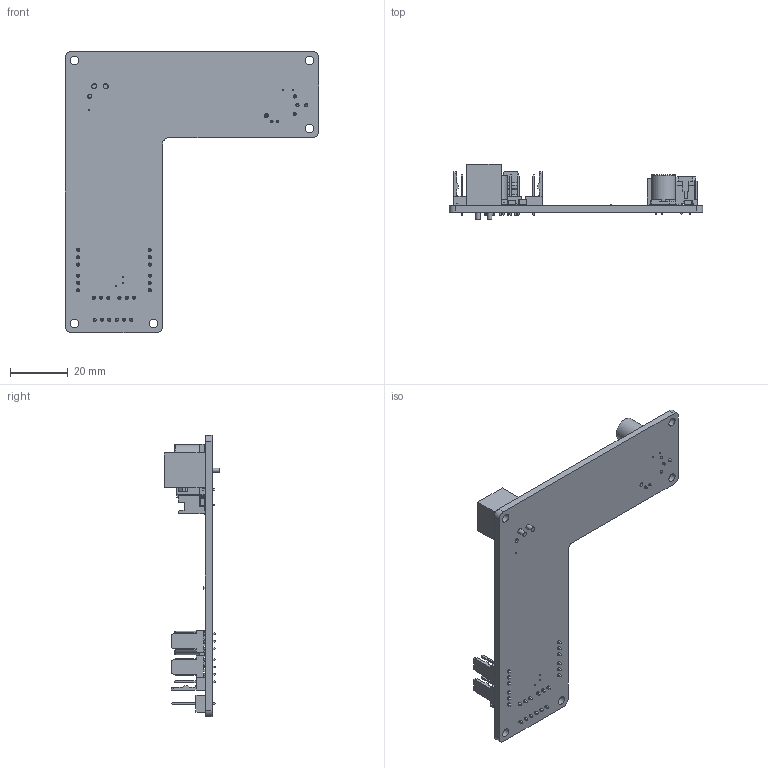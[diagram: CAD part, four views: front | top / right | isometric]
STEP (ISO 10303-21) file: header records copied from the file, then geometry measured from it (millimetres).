
FILE_DESCRIPTION(/* description */ (''),/* implementation_level */ '2;1');
FILE_NAME(/* name */ 'PDB_final.step',/* time_stamp */ '2020-01-16T20:47:52+05:00',/* author */ (''),/* organization */ (''),/* preprocessor_version */ 'ST-DEVELOPER v18',/* originating_system */ 'Autodesk Translation Framework v8.12.0.6',/* authorisation */ '');
FILE_SCHEMA (('AUTOMOTIVE_DESIGN { 1 0 10303 214 3 1 1 }'));
Length unit declared in the file: millimetre
Products named in the file (47): PCb_assembly; 22-27-2061; SimpleBody; LeadsArray; 22-27-2031; 22-27-2031_1; 22-27-2031_2; 22-27-2031_3; 22-27-2031_4; 22-27-2031_5; Component1; 207479-0002; Body; lug3; Leads; PDB_modified; PCB Component; Board; 55932-0210; Component1_1; 43045-0213; Component1_2; EEE-FK1E331P; EEE-FK1E331P_1; Base; Pin1Fillet; Pin2Fillet; Fillet; C1210C105K5RACTU; C1210C105K5RACTU_1; C1210C105K5RACTU_2; C1210C225K3RACTU; C1210C225K3RACTU_1; Base_78; Termination_78; C1210C105K5RACTU_3; C1210C105K5RACTU_4; Base_75; Termination_75; RC0201FR-07680RL ...
Assembly tree (74 placements, depth 4):
  PCb_assembly
    22-27-2061
      SimpleBody
      LeadsArray
    22-27-2031
      Component1
    22-27-2031_1
      Component1
    22-27-2031_2
      Component1
    22-27-2031_3
      Component1
    22-27-2031_4
      Component1
    22-27-2031_5
      Component1
    207479-0002
      Body
      Leads  x3
      lug3
    PDB_modified
      PCB Component
        Board
    55932-0210
      Component1_1
    43045-0213
      Component1_2
    EEE-FK1E331P
      Base
      Pin1Fillet
      Pin2Fillet
      Fillet
    EEE-FK1E331P_1
      Base
      Pin1Fillet
      Pin2Fillet
      Fillet
    C1210C105K5RACTU
      Base_75
      Termination_75  x2
    C1210C105K5RACTU_1
      Base_75
      Termination_75  x2
    C1210C105K5RACTU_2
      Base_75
      Termination_75  x2
    C1210C225K3RACTU
      Base_78
      Termination_78  x2
    C1210C225K3RACTU_1
      Base_78
      Termination_78  x2
    C1210C105K5RACTU_3
      Base_75
      Termination_75  x2
    C1210C105K5RACTU_4
      Base_75
      Termination_75  x2
    RC0201FR-07680RL
      term1
Bounding box: 87.63 x 19.1 x 97.16 mm (x, y, z)
Volume: 16818.1 mm3; surface area: 17759.8 mm2
Topology: 80 solids, 80 shells, 2384 faces, 5851 edges, 3509 vertices
Faces by surface type: plane 1701, cylinder 452, sphere 168, torus 60, cone 3
Full cylindrical faces by diameter (mm): 0.35 x6, 0.85 x2, 0.86 x2, 1 x1, 1.07 x4, 1.1 x24, 1.3 x1, 1.4 x1, 1.5 x1, 1.55 x6, 1.75 x2, 3 x5, 8.2 x2
Entity records: 28273 total; most frequent: CARTESIAN_POINT 4759, DIRECTION 4628, ORIENTED_EDGE 4500, EDGE_CURVE 2250, LINE 1912, VECTOR 1912, VERTEX_POINT 1425, AXIS2_PLACEMENT_3D 1358
